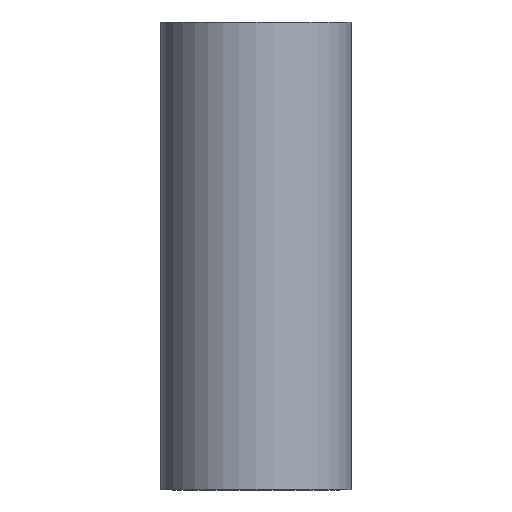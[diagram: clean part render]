
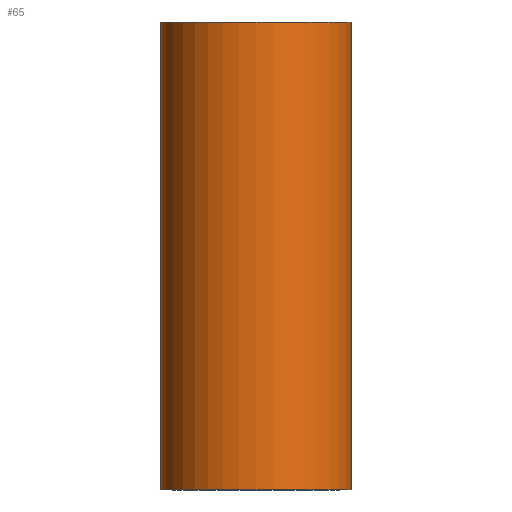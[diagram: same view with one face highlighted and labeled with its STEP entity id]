
A CAD part, front view. The second image highlights one B-rep face of the part: STEP entity #65.
In plain terms, the highlighted cylindrical face has radius 16.3 mm (diameter 32.6 mm), a partial arc.
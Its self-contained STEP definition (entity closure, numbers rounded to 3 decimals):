
#13 = VERTEX_POINT ( 'NONE', #139 ) ;
#17 = EDGE_CURVE ( 'NONE', #22, #13, #129, .T. ) ;
#18 = VERTEX_POINT ( 'NONE', #125 ) ;
#21 = VERTEX_POINT ( 'NONE', #119 ) ;
#22 = VERTEX_POINT ( 'NONE', #118 ) ;
#40 = EDGE_CURVE ( 'NONE', #21, #18, #198, .T. ) ;
#45 = EDGE_CURVE ( 'NONE', #22, #21, #194, .T. ) ;
#57 = ORIENTED_EDGE ( 'NONE', *, *, #106, .F. ) ;
#58 = ORIENTED_EDGE ( 'NONE', *, *, #40, .T. ) ;
#62 = EDGE_LOOP ( 'NONE', ( #102, #107, #58, #57 ) ) ;
#65 = ADVANCED_FACE ( 'NONE', ( #236 ), #258, .T. ) ;
#102 = ORIENTED_EDGE ( 'NONE', *, *, #17, .F. ) ;
#106 = EDGE_CURVE ( 'NONE', #13, #18, #341, .T. ) ;
#107 = ORIENTED_EDGE ( 'NONE', *, *, #45, .T. ) ;
#118 = CARTESIAN_POINT ( 'NONE',  ( -16.3, 0., -80. ) ) ;
#119 = CARTESIAN_POINT ( 'NONE',  ( 16.3, 0., -80. ) ) ;
#125 = CARTESIAN_POINT ( 'NONE',  ( 16.3, 0., 0. ) ) ;
#126 = DIRECTION ( 'NONE',  ( 0., 0., 1. ) ) ;
#127 = VECTOR ( 'NONE', #126, 1000. ) ;
#128 = CARTESIAN_POINT ( 'NONE',  ( -16.3, 0., 0. ) ) ;
#129 = LINE ( 'NONE', #128, #127 ) ;
#139 = CARTESIAN_POINT ( 'NONE',  ( -16.3, 0., 0. ) ) ;
#191 = DIRECTION ( 'NONE',  ( 0., 0., 1. ) ) ;
#192 = CARTESIAN_POINT ( 'NONE',  ( 0., 0., -80. ) ) ;
#193 = AXIS2_PLACEMENT_3D ( 'NONE', #192, #191, #219 ) ;
#194 = CIRCLE ( 'NONE', #193, 16.3 ) ;
#195 = DIRECTION ( 'NONE',  ( 0., 0., 1. ) ) ;
#196 = VECTOR ( 'NONE', #195, 1000. ) ;
#197 = CARTESIAN_POINT ( 'NONE',  ( 16.3, 0., 0. ) ) ;
#198 = LINE ( 'NONE', #197, #196 ) ;
#219 = DIRECTION ( 'NONE',  ( 1., 0., 0. ) ) ;
#236 = FACE_OUTER_BOUND ( 'NONE', #62, .T. ) ;
#237 = AXIS2_PLACEMENT_3D ( 'NONE', #239, #240, #238 ) ;
#238 = DIRECTION ( 'NONE',  ( 1., 0., 0. ) ) ;
#239 = CARTESIAN_POINT ( 'NONE',  ( 0., 0., 0. ) ) ;
#240 = DIRECTION ( 'NONE',  ( 0., 0., 1. ) ) ;
#258 = CYLINDRICAL_SURFACE ( 'NONE', #237, 16.3 ) ;
#327 = CARTESIAN_POINT ( 'NONE',  ( 0., 0., 0. ) ) ;
#328 = DIRECTION ( 'NONE',  ( 1., 0., 0. ) ) ;
#329 = DIRECTION ( 'NONE',  ( 0., 0., 1. ) ) ;
#339 = AXIS2_PLACEMENT_3D ( 'NONE', #327, #329, #328 ) ;
#341 = CIRCLE ( 'NONE', #339, 16.3 ) ;
